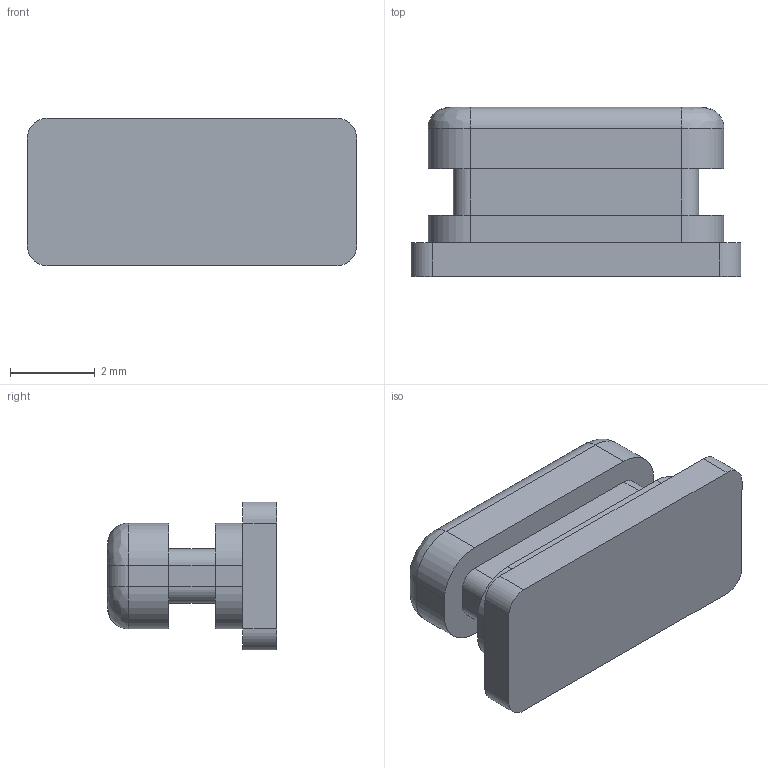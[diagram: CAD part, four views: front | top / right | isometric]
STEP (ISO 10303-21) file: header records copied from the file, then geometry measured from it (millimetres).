
FILE_DESCRIPTION(/* description */ (''),/* implementation_level */ '2;1');
FILE_NAME(/* name */ 'button.step',/* time_stamp */ '2024-08-16T22:19:32+01:00',/* author */ (''),/* organization */ (''),/* preprocessor_version */ 'ST-DEVELOPER v20',/* originating_system */ 'Autodesk Translation Framework v13.14.0.145',/* authorisation */ '');
FILE_SCHEMA (('AUTOMOTIVE_DESIGN { 1 0 10303 214 3 1 1 }'));
Length unit declared in the file: millimetre
Products named in the file (1): button_a
Bounding box: 7.8 x 4 x 3.5 mm (x, y, z)
Volume: 63.9 mm3; surface area: 137.4 mm2
Topology: 1 solids, 1 shells, 45 faces, 112 edges, 72 vertices
Faces by surface type: plane 21, cylinder 20, bspline 4
Entity records: 1409 total; most frequent: CARTESIAN_POINT 262, DIRECTION 240, ORIENTED_EDGE 224, EDGE_CURVE 112, AXIS2_PLACEMENT_3D 86, VERTEX_POINT 72, LINE 68, VECTOR 68
